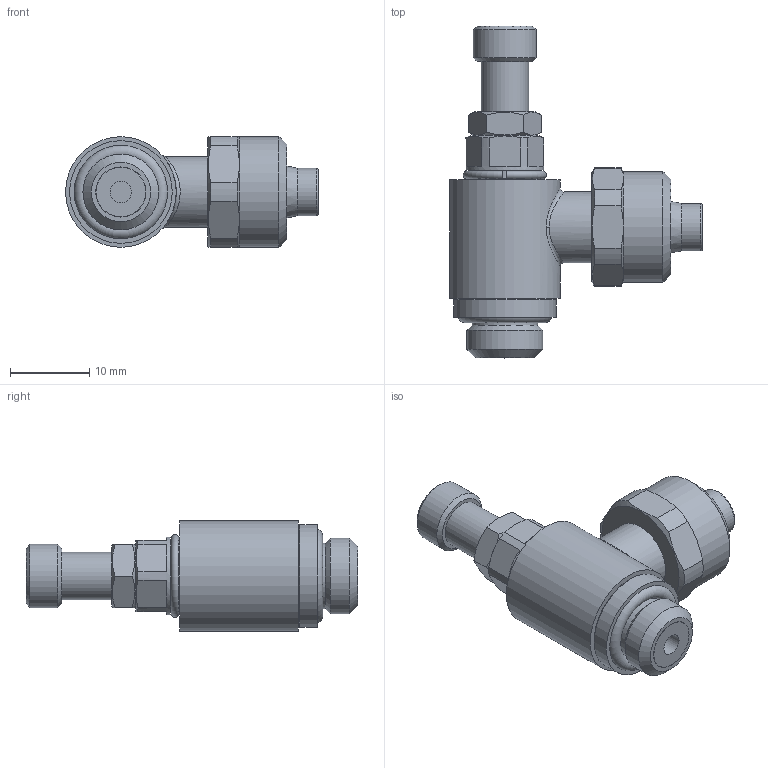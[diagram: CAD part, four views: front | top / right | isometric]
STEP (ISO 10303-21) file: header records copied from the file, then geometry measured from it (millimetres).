
FILE_DESCRIPTION( ( 'STEP AP214' ), '1' );
FILE_NAME( '04320B41.stp', '2021-04-20T07:33:34', ( 'License CC BY-ND 4.0' ), ( 'CADENAS' ), ' ', 'PARTsolutions', ' ' );
FILE_SCHEMA( ( 'AUTOMOTIVE_DESIGN { 1 0 10303 214 1 1 1 1 }' ) );
Length unit declared in the file: metre
Products named in the file (3): 04320B41; NONE
Assembly tree (2 placements, depth 2):
  04320B41
    NONE
    NONE
Bounding box: 32 x 42 x 14 mm (x, y, z)
Volume: 5722.7 mm3; surface area: 2950.4 mm2
Topology: 2 solids, 4 shells, 97 faces, 214 edges, 141 vertices
Faces by surface type: plane 46, cylinder 26, cone 20, torus 3, bspline 2
Full cylindrical faces by diameter (mm): 2.7 x1, 5 x1, 6 x2, 7 x1, 8 x1, 8.15 x1, 8.3 x1, 8.75 x1, 9 x1, 9.6 x1, 9.85 x2, 13 x1, 14 x2
Entity records: 3830 total; most frequent: CARTESIAN_POINT 1075, DIRECTION 392, ORIENTED_EDGE 348, AXIS2_PLACEMENT_3D 177, EDGE_CURVE 174, EDGE_LOOP 146, VERTEX_POINT 134, FACE_OUTER_BOUND 116
